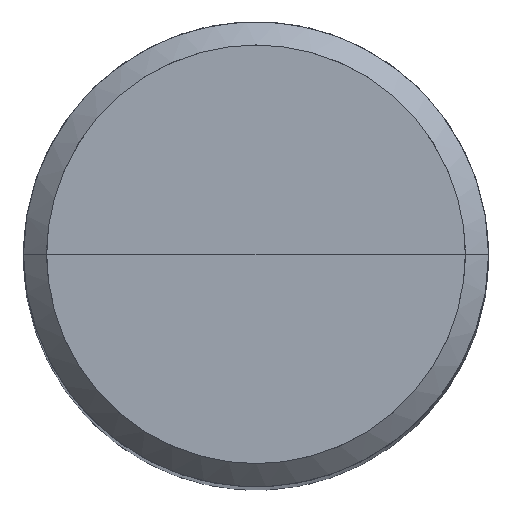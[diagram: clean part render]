
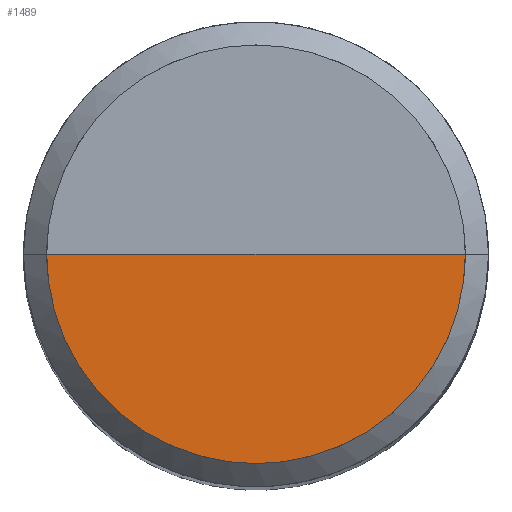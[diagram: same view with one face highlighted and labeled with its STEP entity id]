
A CAD part, top view. The second image highlights one B-rep face of the part: STEP entity #1489.
In plain terms, the highlighted free-form (B-spline) face has degree [1, 2] with [2, 5] control points.
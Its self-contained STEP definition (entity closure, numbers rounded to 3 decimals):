
#1090=CARTESIAN_POINT('',(4.5,0.0,48.0));
#1094=CARTESIAN_POINT('',(-4.5,0.0,48.0));
#1095=CARTESIAN_POINT('',(0.0,0.0,48.0));
#1108=CARTESIAN_POINT('',(-4.5,-4.5,48.0));
#1109=CARTESIAN_POINT('',(0.0,-4.5,48.0));
#1110=CARTESIAN_POINT('',(4.5,-4.5,48.0));
#1474=(
BOUNDED_SURFACE()
B_SPLINE_SURFACE(1,2,(
(#1094,#1108,#1109,#1110,#1090),
(#1095,#1095,#1095,#1095,#1095)
), .UNSPECIFIED.,.F.,.F.,.F.)
B_SPLINE_SURFACE_WITH_KNOTS((2,2),(3,2,3),(
0.0,1.0),(
0.0,0.5,1.0), .UNSPECIFIED.)
GEOMETRIC_REPRESENTATION_ITEM()
RATIONAL_B_SPLINE_SURFACE(((1.0,0.707,1.0,0.707,1.0),
(1.0,0.707,1.0,0.707,1.0)
))
REPRESENTATION_ITEM('')
SURFACE()
);
#1475=(
BOUNDED_CURVE()
B_SPLINE_CURVE(2,(#1090,#1110,#1109,#1108,#1094),.UNSPECIFIED.,.F.,.F.)
B_SPLINE_CURVE_WITH_KNOTS((3,2,3),
(0.0,0.5,1.0),.UNSPECIFIED.)
CURVE()
GEOMETRIC_REPRESENTATION_ITEM()
RATIONAL_B_SPLINE_CURVE((1.0,0.707,1.0,0.707,1.0))
REPRESENTATION_ITEM('')
);
#1476=(
BOUNDED_CURVE()
B_SPLINE_CURVE(1,(#1094,#1095),.UNSPECIFIED.,.F.,.F.)
B_SPLINE_CURVE_WITH_KNOTS((2,2),
(0.0,1.0),.UNSPECIFIED.)
CURVE()
GEOMETRIC_REPRESENTATION_ITEM()
RATIONAL_B_SPLINE_CURVE((1.0,1.0))
REPRESENTATION_ITEM('')
);
#1477=(
BOUNDED_CURVE()
B_SPLINE_CURVE(1,(#1095,#1090),.UNSPECIFIED.,.F.,.F.)
B_SPLINE_CURVE_WITH_KNOTS((2,2),
(0.0,1.0),.UNSPECIFIED.)
CURVE()
GEOMETRIC_REPRESENTATION_ITEM()
RATIONAL_B_SPLINE_CURVE((1.0,1.0))
REPRESENTATION_ITEM('')
);
#1478=VERTEX_POINT('',#1090);
#1479=VERTEX_POINT('',#1094);
#1480=VERTEX_POINT('',#1095);
#1481=EDGE_CURVE('',#1478,#1479,#1475,.T.);
#1482=EDGE_CURVE('',#1479,#1480,#1476,.T.);
#1483=EDGE_CURVE('',#1480,#1478,#1477,.T.);
#1484=ORIENTED_EDGE('',*,*,#1481,.T.);
#1485=ORIENTED_EDGE('',*,*,#1482,.T.);
#1486=ORIENTED_EDGE('',*,*,#1483,.T.);
#1487=EDGE_LOOP('',(#1484,#1485,#1486));
#1488=FACE_OUTER_BOUND('',#1487,.T.);
#1489=ADVANCED_FACE('',(#1488),#1474,.T.);
